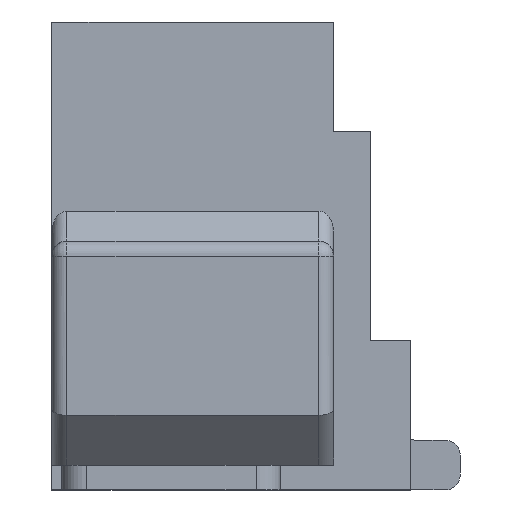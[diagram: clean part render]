
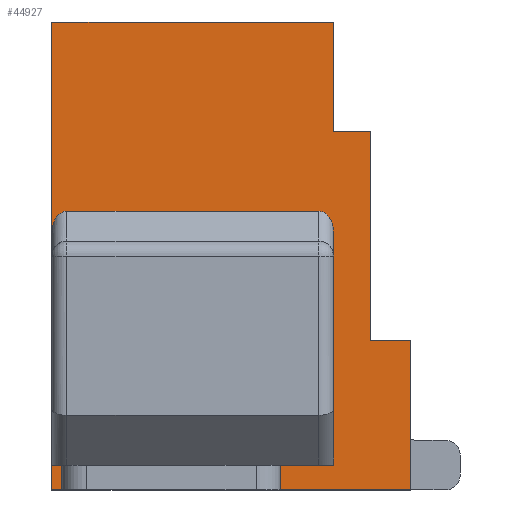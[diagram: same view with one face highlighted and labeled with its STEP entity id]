
A CAD part, left-side view. The second image highlights one B-rep face of the part: STEP entity #44927.
In plain terms, the highlighted planar face has unit normal (-1, 0, 0).
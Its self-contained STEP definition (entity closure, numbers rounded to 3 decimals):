
#246 = DIRECTION ( 'NONE',  ( 0., -1., 0. ) ) ;
#1261 = CARTESIAN_POINT ( 'NONE',  ( -12.75, -1.678, 2.5 ) ) ;
#1739 = CARTESIAN_POINT ( 'NONE',  ( -12.75, 1., 2.8 ) ) ;
#1796 = ORIENTED_EDGE ( 'NONE', *, *, #28179, .F. ) ;
#1929 = ORIENTED_EDGE ( 'NONE', *, *, #43387, .T. ) ;
#2373 = VECTOR ( 'NONE', #22959, 1000. ) ;
#2445 = CARTESIAN_POINT ( 'NONE',  ( -12.75, -1.678, 4.7 ) ) ;
#2873 = EDGE_CURVE ( 'NONE', #45791, #16604, #17419, .T. ) ;
#4222 = CARTESIAN_POINT ( 'NONE',  ( -12.75, 1., 2.8 ) ) ;
#4993 = EDGE_CURVE ( 'NONE', #16027, #10630, #5812, .T. ) ;
#5573 = EDGE_CURVE ( 'NONE', #27568, #33186, #22003, .T. ) ;
#5812 =( BOUNDED_CURVE ( )  B_SPLINE_CURVE ( 3, ( #40365, #12499, #15080, #1739 ),
 .UNSPECIFIED., .F., .T. ) 
 B_SPLINE_CURVE_WITH_KNOTS ( ( 4, 4 ),
 ( 4.712, 6.283 ),
 .UNSPECIFIED. ) 
 CURVE ( )  GEOMETRIC_REPRESENTATION_ITEM ( )  RATIONAL_B_SPLINE_CURVE ( ( 1., 0.805, 0.805, 1. ) ) 
 REPRESENTATION_ITEM ( '' )  );
#5905 = ORIENTED_EDGE ( 'NONE', *, *, #25572, .T. ) ;
#6711 = CARTESIAN_POINT ( 'NONE',  ( -12.75, 1.15, 2.588 ) ) ;
#7307 = VERTEX_POINT ( 'NONE', #41236 ) ;
#7905 = CARTESIAN_POINT ( 'NONE',  ( -12.75, 1.15, 4.7 ) ) ;
#7983 = CARTESIAN_POINT ( 'NONE',  ( -12.75, -1.678, 0.25 ) ) ;
#8574 = DIRECTION ( 'NONE',  ( 0., 0., -1. ) ) ;
#8610 = EDGE_CURVE ( 'NONE', #23985, #35568, #36490, .T. ) ;
#8812 = CARTESIAN_POINT ( 'NONE',  ( -12.75, -2.05, 1.5 ) ) ;
#9887 = EDGE_CURVE ( 'NONE', #32761, #29111, #25616, .T. ) ;
#10029 = VECTOR ( 'NONE', #42012, 1000. ) ;
#10481 = CARTESIAN_POINT ( 'NONE',  ( -12.75, -2.05, 4.7 ) ) ;
#10503 = EDGE_CURVE ( 'NONE', #34119, #33186, #26149, .T. ) ;
#10630 = VERTEX_POINT ( 'NONE', #4222 ) ;
#11038 = ORIENTED_EDGE ( 'NONE', *, *, #10503, .T. ) ;
#11729 = LINE ( 'NONE', #44257, #22958 ) ;
#11932 = VERTEX_POINT ( 'NONE', #21462 ) ;
#11947 = CARTESIAN_POINT ( 'NONE',  ( -12.75, -2.05, 3.6 ) ) ;
#12206 = DIRECTION ( 'NONE',  ( 0., 0., 1. ) ) ;
#12401 = LINE ( 'NONE', #18731, #38524 ) ;
#12499 = CARTESIAN_POINT ( 'NONE',  ( -12.75, 1.15, 2.712 ) ) ;
#12820 = FACE_OUTER_BOUND ( 'NONE', #29801, .T. ) ;
#13044 = CARTESIAN_POINT ( 'NONE',  ( -12.75, 1.15, 4.7 ) ) ;
#13051 = EDGE_CURVE ( 'NONE', #32761, #35568, #11729, .T. ) ;
#13523 = CARTESIAN_POINT ( 'NONE',  ( -12.75, -1.678, 2.588 ) ) ;
#13730 = ORIENTED_EDGE ( 'NONE', *, *, #34341, .T. ) ;
#13808 = ORIENTED_EDGE ( 'NONE', *, *, #21097, .F. ) ;
#13884 = VECTOR ( 'NONE', #246, 1000. ) ;
#14013 = LINE ( 'NONE', #10481, #34422 ) ;
#14502 = CARTESIAN_POINT ( 'NONE',  ( -12.75, -1.678, 2.588 ) ) ;
#14653 = AXIS2_PLACEMENT_3D ( 'NONE', #13044, #40665, #8574 ) ;
#14811 = DIRECTION ( 'NONE',  ( 0., 0., -1. ) ) ;
#15080 = CARTESIAN_POINT ( 'NONE',  ( -12.75, 1.088, 2.8 ) ) ;
#15506 = CARTESIAN_POINT ( 'NONE',  ( -12.75, -2.45, 0. ) ) ;
#15630 = LINE ( 'NONE', #26255, #38477 ) ;
#16027 = VERTEX_POINT ( 'NONE', #6711 ) ;
#16604 = VERTEX_POINT ( 'NONE', #15506 ) ;
#16739 = CARTESIAN_POINT ( 'NONE',  ( -12.75, 1.15, 2.8 ) ) ;
#16818 = ORIENTED_EDGE ( 'NONE', *, *, #8610, .F. ) ;
#17097 = CARTESIAN_POINT ( 'NONE',  ( -12.75, 0., 1.5 ) ) ;
#17315 = LINE ( 'NONE', #17097, #43330 ) ;
#17419 = LINE ( 'NONE', #44824, #45205 ) ;
#17511 = CARTESIAN_POINT ( 'NONE',  ( -12.75, 1.15, 0.25 ) ) ;
#18276 = DIRECTION ( 'NONE',  ( 0., -1., 0. ) ) ;
#18731 = CARTESIAN_POINT ( 'NONE',  ( -12.75, -2.45, 15.756 ) ) ;
#20251 = ORIENTED_EDGE ( 'NONE', *, *, #32197, .F. ) ;
#21097 = EDGE_CURVE ( 'NONE', #29111, #42171, #14013, .T. ) ;
#21462 = CARTESIAN_POINT ( 'NONE',  ( -12.75, -1.528, 2.8 ) ) ;
#22003 = LINE ( 'NONE', #40484, #2373 ) ;
#22958 = VECTOR ( 'NONE', #12206, 1000. ) ;
#22959 = DIRECTION ( 'NONE',  ( 0., -1., 0. ) ) ;
#23116 = ORIENTED_EDGE ( 'NONE', *, *, #13051, .T. ) ;
#23743 = ORIENTED_EDGE ( 'NONE', *, *, #2873, .T. ) ;
#23985 = VERTEX_POINT ( 'NONE', #26063 ) ;
#24605 = CARTESIAN_POINT ( 'NONE',  ( -12.75, -1.528, 2.8 ) ) ;
#24844 = ORIENTED_EDGE ( 'NONE', *, *, #5573, .F. ) ;
#25572 = EDGE_CURVE ( 'NONE', #23985, #16027, #39406, .T. ) ;
#25616 = LINE ( 'NONE', #33491, #45328 ) ;
#26063 = CARTESIAN_POINT ( 'NONE',  ( -12.75, 1.15, 4.7 ) ) ;
#26149 = LINE ( 'NONE', #1261, #31290 ) ;
#26255 = CARTESIAN_POINT ( 'NONE',  ( -12.75, 1.15, 4.7 ) ) ;
#27568 = VERTEX_POINT ( 'NONE', #17511 ) ;
#28179 = EDGE_CURVE ( 'NONE', #7307, #16604, #12401, .T. ) ;
#29111 = VERTEX_POINT ( 'NONE', #11947 ) ;
#29681 = ORIENTED_EDGE ( 'NONE', *, *, #42906, .F. ) ;
#29801 = EDGE_LOOP ( 'NONE', ( #5905, #30146, #1929, #13730, #11038, #24844, #29681, #23743, #1796, #20251, #13808, #35621, #23116, #16818 ) ) ;
#30146 = ORIENTED_EDGE ( 'NONE', *, *, #4993, .T. ) ;
#31290 = VECTOR ( 'NONE', #40352, 1000. ) ;
#31372 = CARTESIAN_POINT ( 'NONE',  ( -12.75, -1.616, 2.8 ) ) ;
#32197 = EDGE_CURVE ( 'NONE', #42171, #7307, #17315, .T. ) ;
#32626 = VECTOR ( 'NONE', #14811, 1000. ) ;
#32761 = VERTEX_POINT ( 'NONE', #41103 ) ;
#33186 = VERTEX_POINT ( 'NONE', #7983 ) ;
#33491 = CARTESIAN_POINT ( 'NONE',  ( -12.75, -2.05, 3.6 ) ) ;
#34095 = PLANE ( 'NONE',  #14653 ) ;
#34110 = DIRECTION ( 'NONE',  ( 0., 0., 1. ) ) ;
#34119 = VERTEX_POINT ( 'NONE', #14502 ) ;
#34341 = EDGE_CURVE ( 'NONE', #11932, #34119, #36593, .T. ) ;
#34422 = VECTOR ( 'NONE', #43059, 1000. ) ;
#35568 = VERTEX_POINT ( 'NONE', #2445 ) ;
#35621 = ORIENTED_EDGE ( 'NONE', *, *, #9887, .F. ) ;
#36490 = LINE ( 'NONE', #7905, #13884 ) ;
#36593 =( BOUNDED_CURVE ( )  B_SPLINE_CURVE ( 3, ( #24605, #31372, #45587, #13523 ),
 .UNSPECIFIED., .F., .F. ) 
 B_SPLINE_CURVE_WITH_KNOTS ( ( 4, 4 ),
 ( 0., 1.571 ),
 .UNSPECIFIED. ) 
 CURVE ( )  GEOMETRIC_REPRESENTATION_ITEM ( )  RATIONAL_B_SPLINE_CURVE ( ( 1., 0.805, 0.805, 1. ) ) 
 REPRESENTATION_ITEM ( '' )  );
#38171 = DIRECTION ( 'NONE',  ( 0., -1., 0. ) ) ;
#38477 = VECTOR ( 'NONE', #34110, 1000. ) ;
#38524 = VECTOR ( 'NONE', #40501, 1000. ) ;
#39406 = LINE ( 'NONE', #40324, #32626 ) ;
#40324 = CARTESIAN_POINT ( 'NONE',  ( -12.75, 1.15, 4.7 ) ) ;
#40352 = DIRECTION ( 'NONE',  ( 0., 0., -1. ) ) ;
#40365 = CARTESIAN_POINT ( 'NONE',  ( -12.75, 1.15, 2.588 ) ) ;
#40484 = CARTESIAN_POINT ( 'NONE',  ( -12.75, 1.15, 0.25 ) ) ;
#40501 = DIRECTION ( 'NONE',  ( 0., 0., -1. ) ) ;
#40665 = DIRECTION ( 'NONE',  ( 1., 0., 0. ) ) ;
#41103 = CARTESIAN_POINT ( 'NONE',  ( -12.75, -1.678, 3.6 ) ) ;
#41236 = CARTESIAN_POINT ( 'NONE',  ( -12.75, -2.45, 1.5 ) ) ;
#42012 = DIRECTION ( 'NONE',  ( 0., -1., 0. ) ) ;
#42171 = VERTEX_POINT ( 'NONE', #8812 ) ;
#42906 = EDGE_CURVE ( 'NONE', #45791, #27568, #15630, .T. ) ;
#43059 = DIRECTION ( 'NONE',  ( 0., 0., -1. ) ) ;
#43330 = VECTOR ( 'NONE', #38171, 1000. ) ;
#43387 = EDGE_CURVE ( 'NONE', #10630, #11932, #45718, .T. ) ;
#44257 = CARTESIAN_POINT ( 'NONE',  ( -12.75, -1.678, 3.6 ) ) ;
#44824 = CARTESIAN_POINT ( 'NONE',  ( -12.75, 1.15, 0. ) ) ;
#44927 = ADVANCED_FACE ( 'NONE', ( #12820 ), #34095, .F. ) ;
#45205 = VECTOR ( 'NONE', #45716, 1000. ) ;
#45328 = VECTOR ( 'NONE', #18276, 1000. ) ;
#45393 = CARTESIAN_POINT ( 'NONE',  ( -12.75, 1.15, 0. ) ) ;
#45587 = CARTESIAN_POINT ( 'NONE',  ( -12.75, -1.678, 2.712 ) ) ;
#45716 = DIRECTION ( 'NONE',  ( 0., -1., 0. ) ) ;
#45718 = LINE ( 'NONE', #16739, #10029 ) ;
#45791 = VERTEX_POINT ( 'NONE', #45393 ) ;
